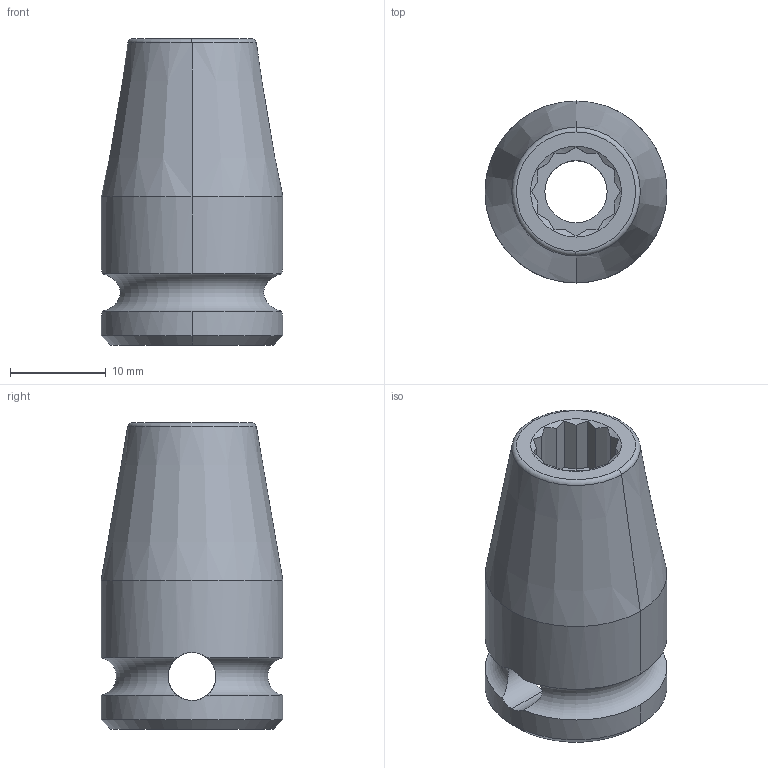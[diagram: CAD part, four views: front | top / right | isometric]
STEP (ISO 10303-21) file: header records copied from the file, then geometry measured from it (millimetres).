
FILE_DESCRIPTION((''),'2;1');
FILE_NAME('4027121508','2023-08-21T16:39:25',('A00565553'),(''),'CREO PARAMETRIC BY PTC INC, 2022414','CREO PARAMETRIC BY PTC INC, 2022414','');
FILE_SCHEMA(('CONFIG_CONTROL_DESIGN','GEOMETRIC_VALIDATION_PROPERTIES_MIM'));
Length unit declared in the file: millimetre
Products named in the file (1): 4027121508
Bounding box: 19 x 19 x 32 mm (x, y, z)
Volume: 5430.9 mm3; surface area: 3043.5 mm2
Topology: 1 solids, 1 shells, 66 faces, 179 edges, 114 vertices
Faces by surface type: plane 37, cylinder 15, cone 10, torus 4
Entity records: 2887 total; most frequent: CARTESIAN_POINT 619, ORIENTED_EDGE 358, DIRECTION 302, PRESENTATION_STYLE_ASSIGNMENT 180, STYLED_ITEM 180, CURVE_STYLE 179, EDGE_CURVE 179, VERTEX_POINT 114
